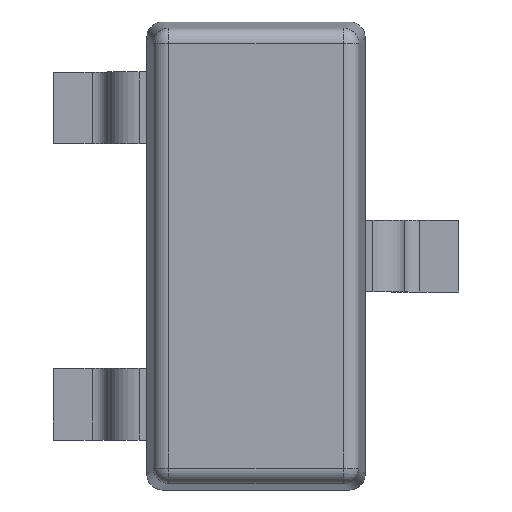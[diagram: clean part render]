
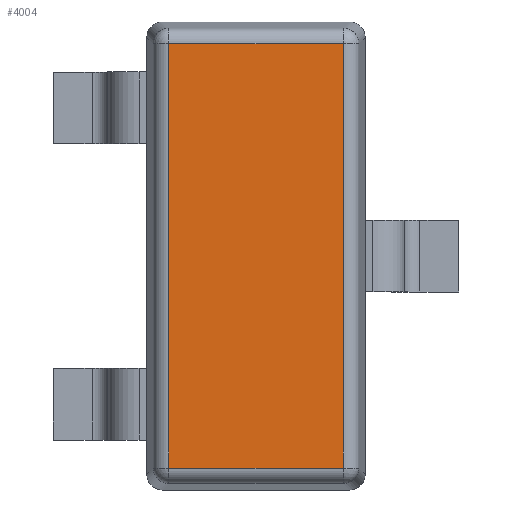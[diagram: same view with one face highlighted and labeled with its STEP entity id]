
A CAD part, top view. The second image highlights one B-rep face of the part: STEP entity #4004.
In plain terms, the highlighted planar face has unit normal (0, 0, 1).
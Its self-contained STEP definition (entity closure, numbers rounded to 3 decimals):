
#3213 = CYLINDRICAL_SURFACE('',#3214,0.1);
#3214 = AXIS2_PLACEMENT_3D('',#3215,#3216,#3217);
#3215 = CARTESIAN_POINT('',(0.14,0.05,1.));
#3216 = DIRECTION('',(0.,1.,0.));
#3217 = DIRECTION('',(-0.995,0.,0.105));
#3334 = CYLINDRICAL_SURFACE('',#3335,0.1);
#3335 = AXIS2_PLACEMENT_3D('',#3336,#3337,#3338);
#3336 = CARTESIAN_POINT('',(0.05,0.14,1.));
#3337 = DIRECTION('',(1.,0.,0.));
#3338 = DIRECTION('',(0.,-0.995,0.105));
#3455 = CYLINDRICAL_SURFACE('',#3456,0.1);
#3456 = AXIS2_PLACEMENT_3D('',#3457,#3458,#3459);
#3457 = CARTESIAN_POINT('',(0.05,2.86,1.));
#3458 = DIRECTION('',(1.,0.,0.));
#3459 = DIRECTION('',(0.,0.995,0.105));
#3531 = CYLINDRICAL_SURFACE('',#3532,0.1);
#3532 = AXIS2_PLACEMENT_3D('',#3533,#3534,#3535);
#3533 = CARTESIAN_POINT('',(1.26,0.05,1.));
#3534 = DIRECTION('',(0.,1.,0.));
#3535 = DIRECTION('',(0.995,0.,0.105));
#3639 = VERTEX_POINT('',#3640);
#3640 = CARTESIAN_POINT('',(0.14,0.14,1.1));
#3668 = EDGE_CURVE('',#3639,#3669,#3671,.T.);
#3669 = VERTEX_POINT('',#3670);
#3670 = CARTESIAN_POINT('',(0.14,2.86,1.1));
#3671 = SURFACE_CURVE('',#3672,(#3676,#3683),.PCURVE_S1.);
#3672 = LINE('',#3673,#3674);
#3673 = CARTESIAN_POINT('',(0.14,0.05,1.1));
#3674 = VECTOR('',#3675,1.);
#3675 = DIRECTION('',(0.,1.,0.));
#3676 = PCURVE('',#3213,#3677);
#3677 = DEFINITIONAL_REPRESENTATION('',(#3678),#3682);
#3678 = LINE('',#3679,#3680);
#3679 = CARTESIAN_POINT('',(1.466,0.));
#3680 = VECTOR('',#3681,1.);
#3681 = DIRECTION('',(0.,1.));
#3682 = ( GEOMETRIC_REPRESENTATION_CONTEXT(2) 
PARAMETRIC_REPRESENTATION_CONTEXT() REPRESENTATION_CONTEXT('2D SPACE',''
  ) );
#3683 = PCURVE('',#3684,#3689);
#3684 = PLANE('',#3685);
#3685 = AXIS2_PLACEMENT_3D('',#3686,#3687,#3688);
#3686 = CARTESIAN_POINT('',(0.,0.,1.1));
#3687 = DIRECTION('',(0.,0.,1.));
#3688 = DIRECTION('',(1.,0.,0.));
#3689 = DEFINITIONAL_REPRESENTATION('',(#3690),#3694);
#3690 = LINE('',#3691,#3692);
#3691 = CARTESIAN_POINT('',(0.14,0.05));
#3692 = VECTOR('',#3693,1.);
#3693 = DIRECTION('',(0.,1.));
#3694 = ( GEOMETRIC_REPRESENTATION_CONTEXT(2) 
PARAMETRIC_REPRESENTATION_CONTEXT() REPRESENTATION_CONTEXT('2D SPACE',''
  ) );
#3752 = VERTEX_POINT('',#3753);
#3753 = CARTESIAN_POINT('',(1.26,0.14,1.1));
#3773 = EDGE_CURVE('',#3639,#3752,#3774,.T.);
#3774 = SURFACE_CURVE('',#3775,(#3779,#3786),.PCURVE_S1.);
#3775 = LINE('',#3776,#3777);
#3776 = CARTESIAN_POINT('',(0.05,0.14,1.1));
#3777 = VECTOR('',#3778,1.);
#3778 = DIRECTION('',(1.,0.,0.));
#3779 = PCURVE('',#3334,#3780);
#3780 = DEFINITIONAL_REPRESENTATION('',(#3781),#3785);
#3781 = LINE('',#3782,#3783);
#3782 = CARTESIAN_POINT('',(4.817,0.));
#3783 = VECTOR('',#3784,1.);
#3784 = DIRECTION('',(0.,1.));
#3785 = ( GEOMETRIC_REPRESENTATION_CONTEXT(2) 
PARAMETRIC_REPRESENTATION_CONTEXT() REPRESENTATION_CONTEXT('2D SPACE',''
  ) );
#3786 = PCURVE('',#3684,#3787);
#3787 = DEFINITIONAL_REPRESENTATION('',(#3788),#3792);
#3788 = LINE('',#3789,#3790);
#3789 = CARTESIAN_POINT('',(0.05,0.14));
#3790 = VECTOR('',#3791,1.);
#3791 = DIRECTION('',(1.,0.));
#3792 = ( GEOMETRIC_REPRESENTATION_CONTEXT(2) 
PARAMETRIC_REPRESENTATION_CONTEXT() REPRESENTATION_CONTEXT('2D SPACE',''
  ) );
#3876 = EDGE_CURVE('',#3669,#3877,#3879,.T.);
#3877 = VERTEX_POINT('',#3878);
#3878 = CARTESIAN_POINT('',(1.26,2.86,1.1));
#3879 = SURFACE_CURVE('',#3880,(#3884,#3891),.PCURVE_S1.);
#3880 = LINE('',#3881,#3882);
#3881 = CARTESIAN_POINT('',(0.05,2.86,1.1));
#3882 = VECTOR('',#3883,1.);
#3883 = DIRECTION('',(1.,0.,0.));
#3884 = PCURVE('',#3455,#3885);
#3885 = DEFINITIONAL_REPRESENTATION('',(#3886),#3890);
#3886 = LINE('',#3887,#3888);
#3887 = CARTESIAN_POINT('',(1.466,0.));
#3888 = VECTOR('',#3889,1.);
#3889 = DIRECTION('',(0.,1.));
#3890 = ( GEOMETRIC_REPRESENTATION_CONTEXT(2) 
PARAMETRIC_REPRESENTATION_CONTEXT() REPRESENTATION_CONTEXT('2D SPACE',''
  ) );
#3891 = PCURVE('',#3684,#3892);
#3892 = DEFINITIONAL_REPRESENTATION('',(#3893),#3897);
#3893 = LINE('',#3894,#3895);
#3894 = CARTESIAN_POINT('',(0.05,2.86));
#3895 = VECTOR('',#3896,1.);
#3896 = DIRECTION('',(1.,0.));
#3897 = ( GEOMETRIC_REPRESENTATION_CONTEXT(2) 
PARAMETRIC_REPRESENTATION_CONTEXT() REPRESENTATION_CONTEXT('2D SPACE',''
  ) );
#3943 = EDGE_CURVE('',#3752,#3877,#3944,.T.);
#3944 = SURFACE_CURVE('',#3945,(#3949,#3956),.PCURVE_S1.);
#3945 = LINE('',#3946,#3947);
#3946 = CARTESIAN_POINT('',(1.26,0.05,1.1));
#3947 = VECTOR('',#3948,1.);
#3948 = DIRECTION('',(0.,1.,0.));
#3949 = PCURVE('',#3531,#3950);
#3950 = DEFINITIONAL_REPRESENTATION('',(#3951),#3955);
#3951 = LINE('',#3952,#3953);
#3952 = CARTESIAN_POINT('',(4.817,0.));
#3953 = VECTOR('',#3954,1.);
#3954 = DIRECTION('',(0.,1.));
#3955 = ( GEOMETRIC_REPRESENTATION_CONTEXT(2) 
PARAMETRIC_REPRESENTATION_CONTEXT() REPRESENTATION_CONTEXT('2D SPACE',''
  ) );
#3956 = PCURVE('',#3684,#3957);
#3957 = DEFINITIONAL_REPRESENTATION('',(#3958),#3962);
#3958 = LINE('',#3959,#3960);
#3959 = CARTESIAN_POINT('',(1.26,0.05));
#3960 = VECTOR('',#3961,1.);
#3961 = DIRECTION('',(0.,1.));
#3962 = ( GEOMETRIC_REPRESENTATION_CONTEXT(2) 
PARAMETRIC_REPRESENTATION_CONTEXT() REPRESENTATION_CONTEXT('2D SPACE',''
  ) );
#4004 = ADVANCED_FACE('',(#4005),#3684,.T.);
#4005 = FACE_BOUND('',#4006,.T.);
#4006 = EDGE_LOOP('',(#4007,#4008,#4009,#4010));
#4007 = ORIENTED_EDGE('',*,*,#3668,.F.);
#4008 = ORIENTED_EDGE('',*,*,#3773,.T.);
#4009 = ORIENTED_EDGE('',*,*,#3943,.T.);
#4010 = ORIENTED_EDGE('',*,*,#3876,.F.);
